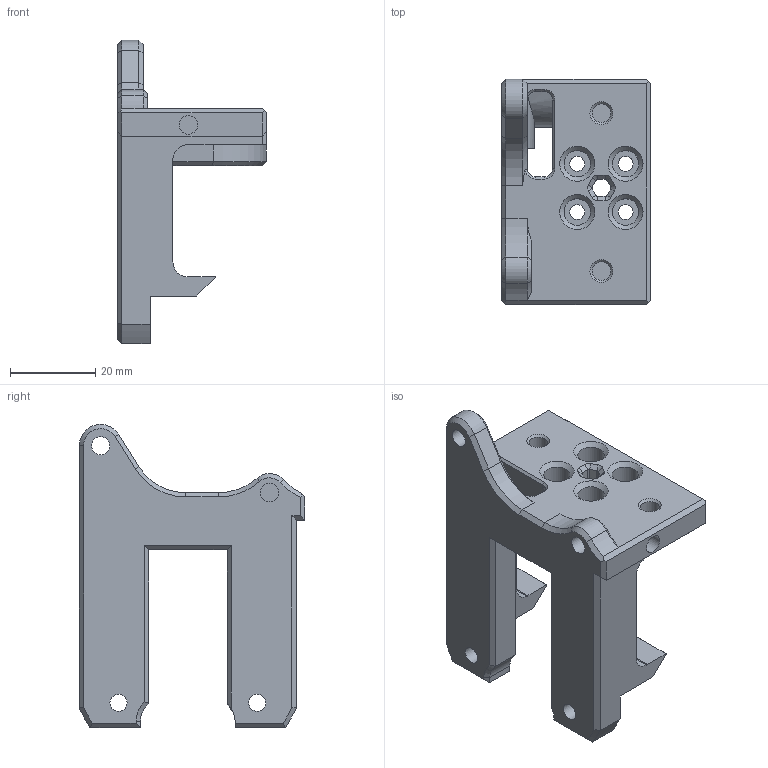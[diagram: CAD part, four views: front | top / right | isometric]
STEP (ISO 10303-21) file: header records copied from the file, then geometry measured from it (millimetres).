
FILE_DESCRIPTION(/* description */ (''),/* implementation_level */ '2;1');
FILE_NAME(/* name */ 'Orbiter + Vulcan HF Mount.step',/* time_stamp */ '2024-11-15T12:27:09+02:00',/* author */ (''),/* organization */ (''),/* preprocessor_version */ 'ST-DEVELOPER v20',/* originating_system */ 'Autodesk Translation Framework v13.20.0.188',/* authorisation */ '');
FILE_SCHEMA (('AUTOMOTIVE_DESIGN { 1 0 10303 214 3 1 1 }'));
Length unit declared in the file: millimetre
Products named in the file (1): Orbiter + Vulcan HF
Bounding box: 34.91 x 52.85 x 71.07 mm (x, y, z)
Volume: 33505 mm3; surface area: 13270.1 mm2
Topology: 1 solids, 1 shells, 345 faces, 908 edges, 587 vertices
Faces by surface type: plane 202, bspline 67, cylinder 44, cone 30, torus 2
Full cylindrical faces by diameter (mm): 3.5 x4, 4 x2, 4.25 x1, 4.35 x5, 6.2 x4
Entity records: 11440 total; most frequent: CARTESIAN_POINT 3272, ORIENTED_EDGE 1816, DIRECTION 1426, EDGE_CURVE 908, LINE 632, VECTOR 632, VERTEX_POINT 587, AXIS2_PLACEMENT_3D 397
